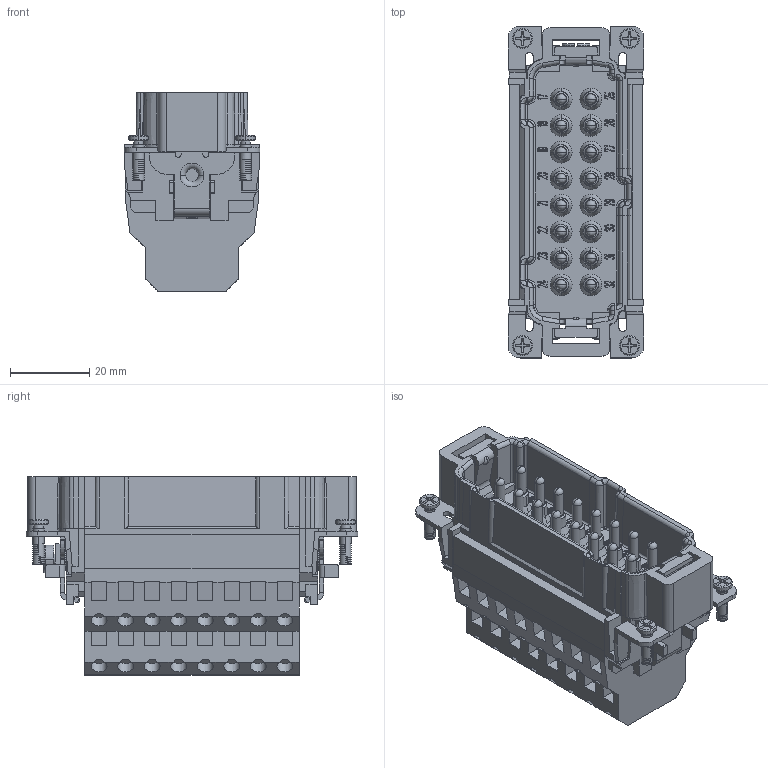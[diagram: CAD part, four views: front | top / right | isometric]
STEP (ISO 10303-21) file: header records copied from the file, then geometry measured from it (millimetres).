
FILE_DESCRIPTION((''),'2;1');
FILE_NAME('16-M','2017-07-28T',('tl.yang'),(''),'PRO/ENGINEER BY PARAMETRIC TECHNOLOGY CORPORATION, 2011500','PRO/ENGINEER BY PARAMETRIC TECHNOLOGY CORPORATION, 2011500','');
FILE_SCHEMA(('CONFIG_CONTROL_DESIGN'));
Products named in the file (1): 16-M
Bounding box: 34.2 x 83.8 x 50.16 mm (x, y, z)
Volume: 68225 mm3; surface area: 25112 mm2
Topology: 1 solids, 2 shells, 3557 faces, 10349 edges, 6864 vertices
Faces by surface type: plane 3003, cylinder 320, cone 120, bspline 52, sphere 48, torus 12, extrusion 2
Entity records: 118737 total; most frequent: CARTESIAN_POINT 25090, ORIENTED_EDGE 20602, DIRECTION 17679, EDGE_CURVE 10301, VECTOR 9017, LINE 9015, VERTEX_POINT 6864, AXIS2_PLACEMENT_3D 4331
